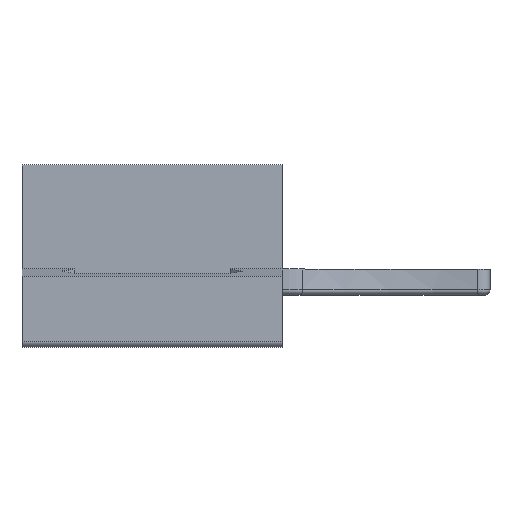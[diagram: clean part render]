
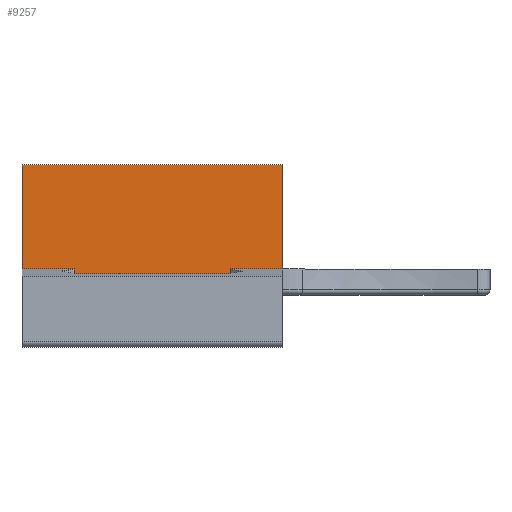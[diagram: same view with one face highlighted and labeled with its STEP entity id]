
A CAD part, top view. The second image highlights one B-rep face of the part: STEP entity #9257.
In plain terms, the highlighted planar face has unit normal (0, 0, 1).
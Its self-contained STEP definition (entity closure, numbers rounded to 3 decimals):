
#56 = PLANE('',#57);
#57 = AXIS2_PLACEMENT_3D('',#58,#59,#60);
#58 = CARTESIAN_POINT('',(-117.,-94.772,22.225));
#59 = DIRECTION('',(1.,0.,0.));
#60 = DIRECTION('',(-0.,0.,1.));
#4281 = PLANE('',#4282);
#4282 = AXIS2_PLACEMENT_3D('',#4283,#4284,#4285);
#4283 = CARTESIAN_POINT('',(-117.,-95.,33.));
#4284 = DIRECTION('',(0.,1.,0.));
#4285 = DIRECTION('',(0.,0.,-1.));
#4612 = VERTEX_POINT('',#4613);
#4613 = CARTESIAN_POINT('',(-107.,-95.,25.));
#4627 = PLANE('',#4628);
#4628 = AXIS2_PLACEMENT_3D('',#4629,#4630,#4631);
#4629 = CARTESIAN_POINT('',(-108.235,-87.603,
    26.235));
#4630 = DIRECTION('',(-0.707,0.,-0.707
    ));
#4631 = DIRECTION('',(0.707,0.,-0.707));
#4639 = EDGE_CURVE('',#4640,#4612,#4642,.T.);
#4640 = VERTEX_POINT('',#4641);
#4641 = CARTESIAN_POINT('',(-77.,-95.,25.));
#4642 = SURFACE_CURVE('',#4643,(#4647,#4654),.PCURVE_S1.);
#4643 = LINE('',#4644,#4645);
#4644 = CARTESIAN_POINT('',(-77.,-95.,25.));
#4645 = VECTOR('',#4646,1.);
#4646 = DIRECTION('',(-1.,0.,0.));
#4647 = PCURVE('',#4281,#4648);
#4648 = DEFINITIONAL_REPRESENTATION('',(#4649),#4653);
#4649 = LINE('',#4650,#4651);
#4650 = CARTESIAN_POINT('',(8.,-40.));
#4651 = VECTOR('',#4652,1.);
#4652 = DIRECTION('',(0.,1.));
#4653 = ( GEOMETRIC_REPRESENTATION_CONTEXT(2) 
PARAMETRIC_REPRESENTATION_CONTEXT() REPRESENTATION_CONTEXT('2D SPACE',''
  ) );
#4654 = PCURVE('',#4655,#4660);
#4655 = PLANE('',#4656);
#4656 = AXIS2_PLACEMENT_3D('',#4657,#4658,#4659);
#4657 = CARTESIAN_POINT('',(-77.,-95.,25.));
#4658 = DIRECTION('',(0.,0.,1.));
#4659 = DIRECTION('',(1.,0.,0.));
#4660 = DEFINITIONAL_REPRESENTATION('',(#4661),#4665);
#4661 = LINE('',#4662,#4663);
#4662 = CARTESIAN_POINT('',(0.,-0.));
#4663 = VECTOR('',#4664,1.);
#4664 = DIRECTION('',(-1.,0.));
#4665 = ( GEOMETRIC_REPRESENTATION_CONTEXT(2) 
PARAMETRIC_REPRESENTATION_CONTEXT() REPRESENTATION_CONTEXT('2D SPACE',''
  ) );
#4683 = PLANE('',#4684);
#4684 = AXIS2_PLACEMENT_3D('',#4685,#4686,#4687);
#4685 = CARTESIAN_POINT('',(-75.765,-87.603,
    26.235));
#4686 = DIRECTION('',(0.707,0.,-0.707
    ));
#4687 = DIRECTION('',(0.707,0.,0.707));
#4844 = PLANE('',#4845);
#4845 = AXIS2_PLACEMENT_3D('',#4846,#4847,#4848);
#4846 = CARTESIAN_POINT('',(-117.,-80.,25.));
#4847 = DIRECTION('',(0.,-0.985,
    -0.174));
#4848 = DIRECTION('',(0.,-0.174,0.985)
  );
#4881 = VERTEX_POINT('',#4882);
#4882 = CARTESIAN_POINT('',(-117.,-80.,25.));
#4902 = EDGE_CURVE('',#4881,#4903,#4905,.T.);
#4903 = VERTEX_POINT('',#4904);
#4904 = CARTESIAN_POINT('',(-107.,-80.,25.));
#4905 = SURFACE_CURVE('',#4906,(#4910,#4916),.PCURVE_S1.);
#4906 = LINE('',#4907,#4908);
#4907 = CARTESIAN_POINT('',(-117.,-80.,25.));
#4908 = VECTOR('',#4909,1.);
#4909 = DIRECTION('',(1.,0.,0.));
#4910 = PCURVE('',#4844,#4911);
#4911 = DEFINITIONAL_REPRESENTATION('',(#4912),#4915);
#4912 = B_SPLINE_CURVE_WITH_KNOTS('',1,(#4913,#4914),.UNSPECIFIED.,.F.,
  .F.,(2,2),(0.,10.),.PIECEWISE_BEZIER_KNOTS.);
#4913 = CARTESIAN_POINT('',(0.,0.));
#4914 = CARTESIAN_POINT('',(0.,-10.));
#4915 = ( GEOMETRIC_REPRESENTATION_CONTEXT(2) 
PARAMETRIC_REPRESENTATION_CONTEXT() REPRESENTATION_CONTEXT('2D SPACE',''
  ) );
#4916 = PCURVE('',#4655,#4917);
#4917 = DEFINITIONAL_REPRESENTATION('',(#4918),#4922);
#4918 = LINE('',#4919,#4920);
#4919 = CARTESIAN_POINT('',(-40.,15.));
#4920 = VECTOR('',#4921,1.);
#4921 = DIRECTION('',(1.,0.));
#4922 = ( GEOMETRIC_REPRESENTATION_CONTEXT(2) 
PARAMETRIC_REPRESENTATION_CONTEXT() REPRESENTATION_CONTEXT('2D SPACE',''
  ) );
#5013 = VERTEX_POINT('',#5014);
#5014 = CARTESIAN_POINT('',(-77.,-80.,25.));
#5034 = EDGE_CURVE('',#5013,#5035,#5037,.T.);
#5035 = VERTEX_POINT('',#5036);
#5036 = CARTESIAN_POINT('',(-67.,-80.,25.));
#5037 = SURFACE_CURVE('',#5038,(#5042,#5048),.PCURVE_S1.);
#5038 = LINE('',#5039,#5040);
#5039 = CARTESIAN_POINT('',(-117.,-80.,25.));
#5040 = VECTOR('',#5041,1.);
#5041 = DIRECTION('',(1.,0.,0.));
#5042 = PCURVE('',#4844,#5043);
#5043 = DEFINITIONAL_REPRESENTATION('',(#5044),#5047);
#5044 = B_SPLINE_CURVE_WITH_KNOTS('',1,(#5045,#5046),.UNSPECIFIED.,.F.,
  .F.,(2,2),(40.,50.),.PIECEWISE_BEZIER_KNOTS.);
#5045 = CARTESIAN_POINT('',(0.,-40.));
#5046 = CARTESIAN_POINT('',(0.,-50.));
#5047 = ( GEOMETRIC_REPRESENTATION_CONTEXT(2) 
PARAMETRIC_REPRESENTATION_CONTEXT() REPRESENTATION_CONTEXT('2D SPACE',''
  ) );
#5048 = PCURVE('',#4655,#5049);
#5049 = DEFINITIONAL_REPRESENTATION('',(#5050),#5054);
#5050 = LINE('',#5051,#5052);
#5051 = CARTESIAN_POINT('',(-40.,15.));
#5052 = VECTOR('',#5053,1.);
#5053 = DIRECTION('',(1.,0.));
#5054 = ( GEOMETRIC_REPRESENTATION_CONTEXT(2) 
PARAMETRIC_REPRESENTATION_CONTEXT() REPRESENTATION_CONTEXT('2D SPACE',''
  ) );
#8885 = EDGE_CURVE('',#8886,#4881,#8888,.T.);
#8886 = VERTEX_POINT('',#8887);
#8887 = CARTESIAN_POINT('',(-117.,-60.,25.));
#8888 = SURFACE_CURVE('',#8889,(#8893,#8900),.PCURVE_S1.);
#8889 = LINE('',#8890,#8891);
#8890 = CARTESIAN_POINT('',(-117.,-60.,25.));
#8891 = VECTOR('',#8892,1.);
#8892 = DIRECTION('',(0.,-1.,0.));
#8893 = PCURVE('',#56,#8894);
#8894 = DEFINITIONAL_REPRESENTATION('',(#8895),#8899);
#8895 = LINE('',#8896,#8897);
#8896 = CARTESIAN_POINT('',(2.775,-34.772));
#8897 = VECTOR('',#8898,1.);
#8898 = DIRECTION('',(0.,1.));
#8899 = ( GEOMETRIC_REPRESENTATION_CONTEXT(2) 
PARAMETRIC_REPRESENTATION_CONTEXT() REPRESENTATION_CONTEXT('2D SPACE',''
  ) );
#8900 = PCURVE('',#4655,#8901);
#8901 = DEFINITIONAL_REPRESENTATION('',(#8902),#8906);
#8902 = LINE('',#8903,#8904);
#8903 = CARTESIAN_POINT('',(-40.,35.));
#8904 = VECTOR('',#8905,1.);
#8905 = DIRECTION('',(0.,-1.));
#8906 = ( GEOMETRIC_REPRESENTATION_CONTEXT(2) 
PARAMETRIC_REPRESENTATION_CONTEXT() REPRESENTATION_CONTEXT('2D SPACE',''
  ) );
#8924 = PLANE('',#8925);
#8925 = AXIS2_PLACEMENT_3D('',#8926,#8927,#8928);
#8926 = CARTESIAN_POINT('',(-117.,-60.,25.));
#8927 = DIRECTION('',(0.,1.,0.));
#8928 = DIRECTION('',(0.,0.,-1.));
#8993 = EDGE_CURVE('',#8886,#8994,#8996,.T.);
#8994 = VERTEX_POINT('',#8995);
#8995 = CARTESIAN_POINT('',(-67.,-60.,25.));
#8996 = SURFACE_CURVE('',#8997,(#9001,#9008),.PCURVE_S1.);
#8997 = LINE('',#8998,#8999);
#8998 = CARTESIAN_POINT('',(-117.,-60.,25.));
#8999 = VECTOR('',#9000,1.);
#9000 = DIRECTION('',(1.,0.,0.));
#9001 = PCURVE('',#8924,#9002);
#9002 = DEFINITIONAL_REPRESENTATION('',(#9003),#9007);
#9003 = LINE('',#9004,#9005);
#9004 = CARTESIAN_POINT('',(0.,0.));
#9005 = VECTOR('',#9006,1.);
#9006 = DIRECTION('',(0.,-1.));
#9007 = ( GEOMETRIC_REPRESENTATION_CONTEXT(2) 
PARAMETRIC_REPRESENTATION_CONTEXT() REPRESENTATION_CONTEXT('2D SPACE',''
  ) );
#9008 = PCURVE('',#4655,#9009);
#9009 = DEFINITIONAL_REPRESENTATION('',(#9010),#9014);
#9010 = LINE('',#9011,#9012);
#9011 = CARTESIAN_POINT('',(-40.,35.));
#9012 = VECTOR('',#9013,1.);
#9013 = DIRECTION('',(1.,0.));
#9014 = ( GEOMETRIC_REPRESENTATION_CONTEXT(2) 
PARAMETRIC_REPRESENTATION_CONTEXT() REPRESENTATION_CONTEXT('2D SPACE',''
  ) );
#9032 = PLANE('',#9033);
#9033 = AXIS2_PLACEMENT_3D('',#9034,#9035,#9036);
#9034 = CARTESIAN_POINT('',(-67.,-60.,-5.));
#9035 = DIRECTION('',(1.,0.,0.));
#9036 = DIRECTION('',(0.,-1.,0.));
#9117 = EDGE_CURVE('',#5035,#8994,#9118,.T.);
#9118 = SURFACE_CURVE('',#9119,(#9123,#9129),.PCURVE_S1.);
#9119 = LINE('',#9120,#9121);
#9120 = CARTESIAN_POINT('',(-67.,-85.,25.));
#9121 = VECTOR('',#9122,1.);
#9122 = DIRECTION('',(0.,1.,0.));
#9123 = PCURVE('',#9032,#9124);
#9124 = DEFINITIONAL_REPRESENTATION('',(#9125),#9128);
#9125 = B_SPLINE_CURVE_WITH_KNOTS('',1,(#9126,#9127),.UNSPECIFIED.,.F.,
  .F.,(2,2),(5.,25.),.PIECEWISE_BEZIER_KNOTS.);
#9126 = CARTESIAN_POINT('',(20.,-30.));
#9127 = CARTESIAN_POINT('',(0.,-30.));
#9128 = ( GEOMETRIC_REPRESENTATION_CONTEXT(2) 
PARAMETRIC_REPRESENTATION_CONTEXT() REPRESENTATION_CONTEXT('2D SPACE',''
  ) );
#9129 = PCURVE('',#4655,#9130);
#9130 = DEFINITIONAL_REPRESENTATION('',(#9131),#9135);
#9131 = LINE('',#9132,#9133);
#9132 = CARTESIAN_POINT('',(10.,10.));
#9133 = VECTOR('',#9134,1.);
#9134 = DIRECTION('',(0.,1.));
#9135 = ( GEOMETRIC_REPRESENTATION_CONTEXT(2) 
PARAMETRIC_REPRESENTATION_CONTEXT() REPRESENTATION_CONTEXT('2D SPACE',''
  ) );
#9236 = EDGE_CURVE('',#4640,#5013,#9237,.T.);
#9237 = SURFACE_CURVE('',#9238,(#9242,#9249),.PCURVE_S1.);
#9238 = LINE('',#9239,#9240);
#9239 = CARTESIAN_POINT('',(-77.,-90.,25.));
#9240 = VECTOR('',#9241,1.);
#9241 = DIRECTION('',(0.,1.,0.));
#9242 = PCURVE('',#4683,#9243);
#9243 = DEFINITIONAL_REPRESENTATION('',(#9244),#9248);
#9244 = LINE('',#9245,#9246);
#9245 = CARTESIAN_POINT('',(-1.747,2.397));
#9246 = VECTOR('',#9247,1.);
#9247 = DIRECTION('',(0.,-1.));
#9248 = ( GEOMETRIC_REPRESENTATION_CONTEXT(2) 
PARAMETRIC_REPRESENTATION_CONTEXT() REPRESENTATION_CONTEXT('2D SPACE',''
  ) );
#9249 = PCURVE('',#4655,#9250);
#9250 = DEFINITIONAL_REPRESENTATION('',(#9251),#9255);
#9251 = LINE('',#9252,#9253);
#9252 = CARTESIAN_POINT('',(0.,5.));
#9253 = VECTOR('',#9254,1.);
#9254 = DIRECTION('',(0.,1.));
#9255 = ( GEOMETRIC_REPRESENTATION_CONTEXT(2) 
PARAMETRIC_REPRESENTATION_CONTEXT() REPRESENTATION_CONTEXT('2D SPACE',''
  ) );
#9257 = ADVANCED_FACE('',(#9258),#4655,.T.);
#9258 = FACE_BOUND('',#9259,.T.);
#9259 = EDGE_LOOP('',(#9260,#9261,#9262,#9263,#9264,#9265,#9266,#9287));
#9260 = ORIENTED_EDGE('',*,*,#9236,.T.);
#9261 = ORIENTED_EDGE('',*,*,#5034,.T.);
#9262 = ORIENTED_EDGE('',*,*,#9117,.T.);
#9263 = ORIENTED_EDGE('',*,*,#8993,.F.);
#9264 = ORIENTED_EDGE('',*,*,#8885,.T.);
#9265 = ORIENTED_EDGE('',*,*,#4902,.T.);
#9266 = ORIENTED_EDGE('',*,*,#9267,.F.);
#9267 = EDGE_CURVE('',#4612,#4903,#9268,.T.);
#9268 = SURFACE_CURVE('',#9269,(#9273,#9280),.PCURVE_S1.);
#9269 = LINE('',#9270,#9271);
#9270 = CARTESIAN_POINT('',(-107.,-90.,25.));
#9271 = VECTOR('',#9272,1.);
#9272 = DIRECTION('',(0.,1.,0.));
#9273 = PCURVE('',#4655,#9274);
#9274 = DEFINITIONAL_REPRESENTATION('',(#9275),#9279);
#9275 = LINE('',#9276,#9277);
#9276 = CARTESIAN_POINT('',(-30.,5.));
#9277 = VECTOR('',#9278,1.);
#9278 = DIRECTION('',(0.,1.));
#9279 = ( GEOMETRIC_REPRESENTATION_CONTEXT(2) 
PARAMETRIC_REPRESENTATION_CONTEXT() REPRESENTATION_CONTEXT('2D SPACE',''
  ) );
#9280 = PCURVE('',#4627,#9281);
#9281 = DEFINITIONAL_REPRESENTATION('',(#9282),#9286);
#9282 = LINE('',#9283,#9284);
#9283 = CARTESIAN_POINT('',(1.747,2.397));
#9284 = VECTOR('',#9285,1.);
#9285 = DIRECTION('',(0.,-1.));
#9286 = ( GEOMETRIC_REPRESENTATION_CONTEXT(2) 
PARAMETRIC_REPRESENTATION_CONTEXT() REPRESENTATION_CONTEXT('2D SPACE',''
  ) );
#9287 = ORIENTED_EDGE('',*,*,#4639,.F.);
